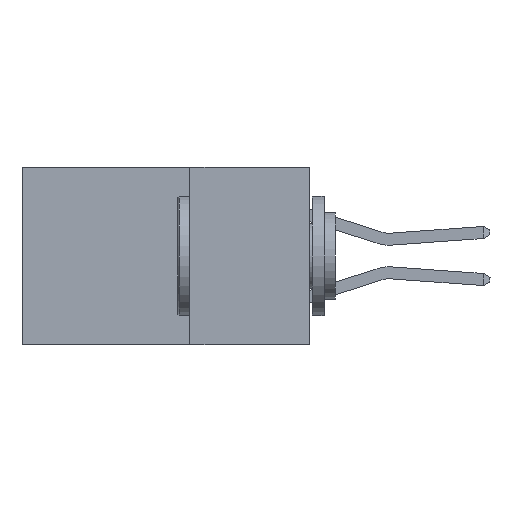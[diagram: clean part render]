
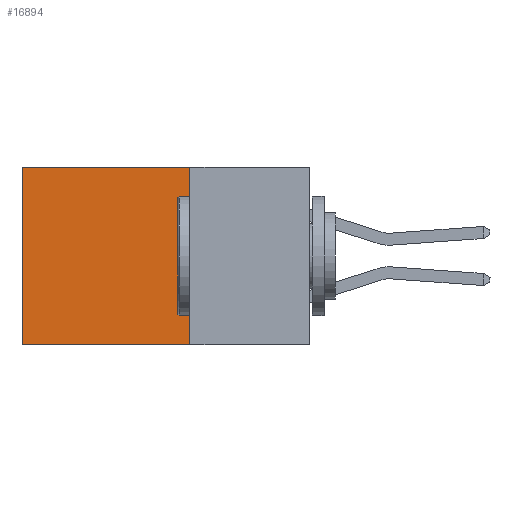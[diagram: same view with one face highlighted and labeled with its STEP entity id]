
A CAD part, left-side view. The second image highlights one B-rep face of the part: STEP entity #16894.
In plain terms, the highlighted planar face has unit normal (-1, 0, 0).
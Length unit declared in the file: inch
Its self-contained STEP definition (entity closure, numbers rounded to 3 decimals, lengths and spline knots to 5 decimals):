
#375 = DIRECTION ( 'NONE',  ( 0., 0., -1. ) ) ;
#1314 = VERTEX_POINT ( 'NONE', #15762 ) ;
#1606 = CARTESIAN_POINT ( 'NONE',  ( 0.298, 0.6, 0. ) ) ;
#4220 = VECTOR ( 'NONE', #22957, 39.37008 ) ;
#4657 = CARTESIAN_POINT ( 'NONE',  ( 0.298, 0.6, 0. ) ) ;
#5282 = AXIS2_PLACEMENT_3D ( 'NONE', #21881, #16088, #375 ) ;
#5773 = DIRECTION ( 'NONE',  ( 0., 0., -1. ) ) ;
#6414 = EDGE_CURVE ( 'NONE', #11001, #20472, #18157, .T. ) ;
#6703 = EDGE_CURVE ( 'NONE', #1314, #7022, #11694, .T. ) ;
#7022 = VERTEX_POINT ( 'NONE', #16841 ) ;
#7262 = EDGE_LOOP ( 'NONE', ( #14116, #20546, #18506, #8203 ) ) ;
#7379 = CARTESIAN_POINT ( 'NONE',  ( 0.298, 0.25, 0. ) ) ;
#8065 = FACE_OUTER_BOUND ( 'NONE', #7262, .T. ) ;
#8203 = ORIENTED_EDGE ( 'NONE', *, *, #6414, .T. ) ;
#10295 = EDGE_CURVE ( 'NONE', #20472, #7022, #10301, .T. ) ;
#10301 = LINE ( 'NONE', #1606, #12763 ) ;
#11001 = VERTEX_POINT ( 'NONE', #7379 ) ;
#11694 = LINE ( 'NONE', #13672, #12966 ) ;
#12763 = VECTOR ( 'NONE', #5773, 39.37008 ) ;
#12856 = LINE ( 'NONE', #24703, #4220 ) ;
#12935 = VECTOR ( 'NONE', #15891, 39.37008 ) ;
#12966 = VECTOR ( 'NONE', #13503, 39.37008 ) ;
#13205 = EDGE_CURVE ( 'NONE', #11001, #1314, #12856, .T. ) ;
#13503 = DIRECTION ( 'NONE',  ( 0., 1., 0. ) ) ;
#13672 = CARTESIAN_POINT ( 'NONE',  ( 0.298, 0.25, -0.37 ) ) ;
#14116 = ORIENTED_EDGE ( 'NONE', *, *, #10295, .T. ) ;
#15762 = CARTESIAN_POINT ( 'NONE',  ( 0.298, 0.25, -0.37 ) ) ;
#15891 = DIRECTION ( 'NONE',  ( 0., 1., 0. ) ) ;
#16088 = DIRECTION ( 'NONE',  ( 1., 0., 0. ) ) ;
#16841 = CARTESIAN_POINT ( 'NONE',  ( 0.298, 0.6, -0.37 ) ) ;
#16894 = ADVANCED_FACE ( 'NONE', ( #8065 ), #17898, .F. ) ;
#17898 = PLANE ( 'NONE',  #5282 ) ;
#18157 = LINE ( 'NONE', #21776, #12935 ) ;
#18506 = ORIENTED_EDGE ( 'NONE', *, *, #13205, .F. ) ;
#20472 = VERTEX_POINT ( 'NONE', #4657 ) ;
#20546 = ORIENTED_EDGE ( 'NONE', *, *, #6703, .F. ) ;
#21776 = CARTESIAN_POINT ( 'NONE',  ( 0.298, 0.25, 0. ) ) ;
#21881 = CARTESIAN_POINT ( 'NONE',  ( 0.298, 0.25, 0. ) ) ;
#22957 = DIRECTION ( 'NONE',  ( 0., 0., -1. ) ) ;
#24703 = CARTESIAN_POINT ( 'NONE',  ( 0.298, 0.25, 0. ) ) ;
